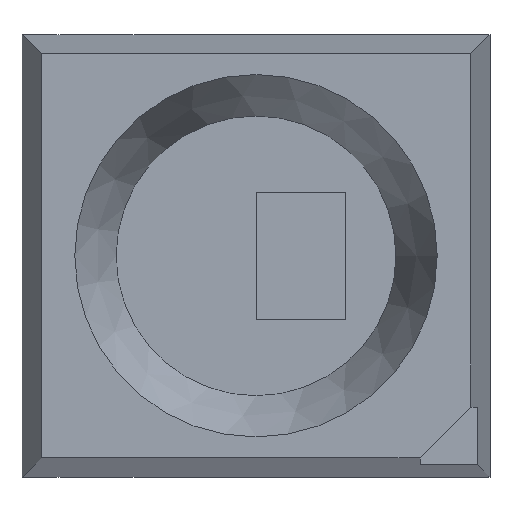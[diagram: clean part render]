
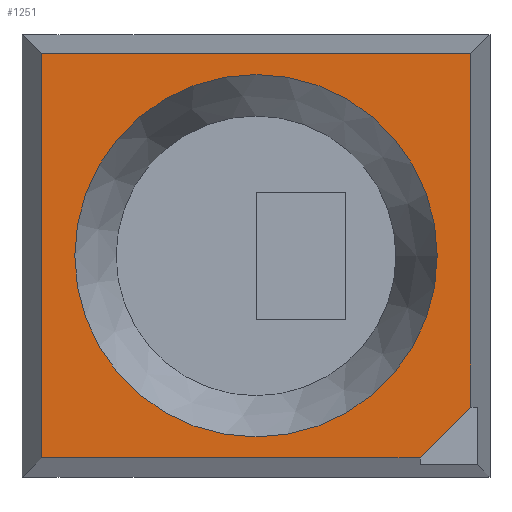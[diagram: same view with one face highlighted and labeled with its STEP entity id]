
A CAD part, top view. The second image highlights one B-rep face of the part: STEP entity #1251.
In plain terms, the highlighted planar face has unit normal (0, 0, 1).
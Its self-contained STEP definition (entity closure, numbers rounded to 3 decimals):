
#38=FACE_BOUND('',#149,.T.);
#41=CIRCLE('',#1347,1.425);
#72=FACE_OUTER_BOUND('',#148,.T.);
#148=EDGE_LOOP('',(#847,#848,#849,#850,#851));
#149=EDGE_LOOP('',(#852));
#228=LINE('',#1818,#381);
#232=LINE('',#1826,#385);
#237=LINE('',#1836,#390);
#238=LINE('',#1838,#391);
#239=LINE('',#1839,#392);
#381=VECTOR('',#1457,10.);
#385=VECTOR('',#1465,10.);
#390=VECTOR('',#1472,10.);
#391=VECTOR('',#1473,10.);
#392=VECTOR('',#1474,10.);
#529=VERTEX_POINT('',#1805);
#531=VERTEX_POINT('',#1811);
#535=VERTEX_POINT('',#1825);
#539=VERTEX_POINT('',#1835);
#540=VERTEX_POINT('',#1837);
#541=VERTEX_POINT('',#1840);
#652=EDGE_CURVE('',#529,#531,#228,.T.);
#656=EDGE_CURVE('',#535,#529,#232,.T.);
#661=EDGE_CURVE('',#531,#539,#237,.T.);
#662=EDGE_CURVE('',#539,#540,#238,.T.);
#663=EDGE_CURVE('',#540,#535,#239,.T.);
#664=EDGE_CURVE('',#541,#541,#41,.T.);
#847=ORIENTED_EDGE('',*,*,#652,.T.);
#848=ORIENTED_EDGE('',*,*,#661,.T.);
#849=ORIENTED_EDGE('',*,*,#662,.T.);
#850=ORIENTED_EDGE('',*,*,#663,.T.);
#851=ORIENTED_EDGE('',*,*,#656,.T.);
#852=ORIENTED_EDGE('',*,*,#664,.T.);
#1188=PLANE('',#1346);
#1251=ADVANCED_FACE('',(#72,#38),#1188,.T.);
#1346=AXIS2_PLACEMENT_3D('',#1834,#1470,#1471);
#1347=AXIS2_PLACEMENT_3D('',#1841,#1475,#1476);
#1457=DIRECTION('',(0.707,0.707,0.));
#1465=DIRECTION('',(1.,0.,0.));
#1470=DIRECTION('center_axis',(0.,0.,1.));
#1471=DIRECTION('ref_axis',(1.,0.,0.));
#1472=DIRECTION('',(0.,1.,0.));
#1473=DIRECTION('',(-1.,0.,0.));
#1474=DIRECTION('',(0.,-1.,0.));
#1475=DIRECTION('center_axis',(0.,0.,-1.));
#1476=DIRECTION('ref_axis',(-1.,0.,0.));
#1805=CARTESIAN_POINT('',(1.29,-1.59,1.95));
#1811=CARTESIAN_POINT('',(1.69,-1.19,1.95));
#1818=CARTESIAN_POINT('',(1.365,-1.515,1.95));
#1825=CARTESIAN_POINT('',(-1.69,-1.59,1.95));
#1826=CARTESIAN_POINT('',(-0.92,-1.59,1.95));
#1834=CARTESIAN_POINT('Origin',(0.,0.,1.95));
#1835=CARTESIAN_POINT('',(1.69,1.59,1.95));
#1836=CARTESIAN_POINT('',(1.69,-0.87,1.95));
#1837=CARTESIAN_POINT('',(-1.69,1.59,1.95));
#1838=CARTESIAN_POINT('',(-0.92,1.59,1.95));
#1839=CARTESIAN_POINT('',(-1.69,-0.87,1.95));
#1840=CARTESIAN_POINT('',(1.425,0.,1.95));
#1841=CARTESIAN_POINT('Origin',(0.,0.,1.95));
